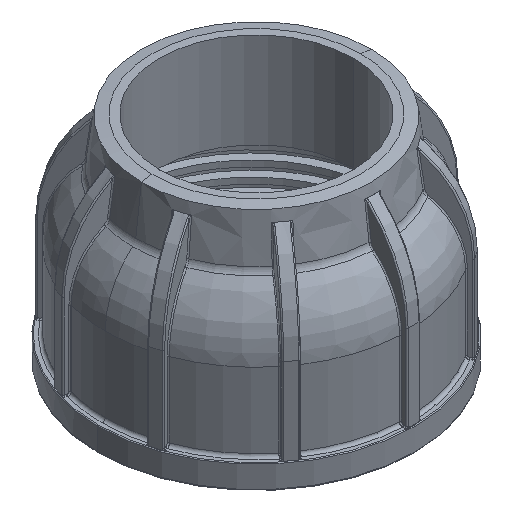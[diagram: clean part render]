
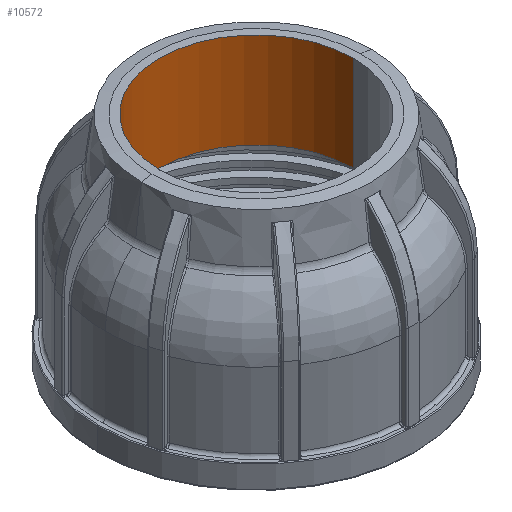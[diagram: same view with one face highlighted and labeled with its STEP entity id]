
A CAD part, isometric view. The second image highlights one B-rep face of the part: STEP entity #10572.
In plain terms, the highlighted cylindrical face has radius 32 mm (diameter 64 mm), a partial arc.
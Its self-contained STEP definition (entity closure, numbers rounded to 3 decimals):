
#1791 = EDGE_CURVE ( 'NONE', #20743, #21526, #30127, .T. ) ;
#1794 = EDGE_CURVE ( 'NONE', #21304, #21525, #30133, .T. ) ;
#9156 = CARTESIAN_POINT ( 'NONE',  ( 32., 0., -31.5 ) ) ;
#9341 = CARTESIAN_POINT ( 'NONE',  ( 32., 0., 0. ) ) ;
#9342 = CARTESIAN_POINT ( 'NONE',  ( -32., 0., 0. ) ) ;
#10572 = ADVANCED_FACE ( 'NONE', ( #30843 ), #30861, .F. ) ;
#12463 = CARTESIAN_POINT ( 'NONE',  ( -32., 0., -31.5 ) ) ;
#13965 = EDGE_LOOP ( 'NONE', ( #25196, #25192, #25130, #25251 ) ) ;
#14452 = EDGE_CURVE ( 'NONE', #21304, #20743, #30934, .T. ) ;
#14456 = EDGE_CURVE ( 'NONE', #21525, #21526, #22557, .T. ) ;
#19089 = DIRECTION ( 'NONE',  ( 0., 0., 1. ) ) ;
#19091 = CARTESIAN_POINT ( 'NONE',  ( 32., 0., 0. ) ) ;
#19110 = CARTESIAN_POINT ( 'NONE',  ( -32., 0., 0. ) ) ;
#19113 = DIRECTION ( 'NONE',  ( 0., 0., 1. ) ) ;
#20743 = VERTEX_POINT ( 'NONE', #12463 ) ;
#21304 = VERTEX_POINT ( 'NONE', #9156 ) ;
#21525 = VERTEX_POINT ( 'NONE', #9341 ) ;
#21526 = VERTEX_POINT ( 'NONE', #9342 ) ;
#22557 = CIRCLE ( 'NONE', #28347, 32. ) ;
#25130 = ORIENTED_EDGE ( 'NONE', *, *, #1794, .T. ) ;
#25192 = ORIENTED_EDGE ( 'NONE', *, *, #14452, .F. ) ;
#25196 = ORIENTED_EDGE ( 'NONE', *, *, #1791, .F. ) ;
#25251 = ORIENTED_EDGE ( 'NONE', *, *, #14456, .T. ) ;
#28297 = AXIS2_PLACEMENT_3D ( 'NONE', #32217, #32215, #32212 ) ;
#28344 = AXIS2_PLACEMENT_3D ( 'NONE', #32394, #32395, #32396 ) ;
#28347 = AXIS2_PLACEMENT_3D ( 'NONE', #32407, #32408, #32409 ) ;
#30127 = LINE ( 'NONE', #19110, #30131 ) ;
#30131 = VECTOR ( 'NONE', #19113, 1000. ) ;
#30133 = LINE ( 'NONE', #19091, #30134 ) ;
#30134 = VECTOR ( 'NONE', #19089, 1000. ) ;
#30843 = FACE_OUTER_BOUND ( 'NONE', #13965, .T. ) ;
#30861 = CYLINDRICAL_SURFACE ( 'NONE', #28297, 32. ) ;
#30934 = CIRCLE ( 'NONE', #28344, 32. ) ;
#32212 = DIRECTION ( 'NONE',  ( 1., 0., 0. ) ) ;
#32215 = DIRECTION ( 'NONE',  ( 0., 0., 1. ) ) ;
#32217 = CARTESIAN_POINT ( 'NONE',  ( 0., 0., 0. ) ) ;
#32394 = CARTESIAN_POINT ( 'NONE',  ( 0., 0., -31.5 ) ) ;
#32395 = DIRECTION ( 'NONE',  ( 0., 0., 1. ) ) ;
#32396 = DIRECTION ( 'NONE',  ( 1., 0., 0. ) ) ;
#32407 = CARTESIAN_POINT ( 'NONE',  ( 0., 0., 0. ) ) ;
#32408 = DIRECTION ( 'NONE',  ( 0., 0., 1. ) ) ;
#32409 = DIRECTION ( 'NONE',  ( 1., 0., 0. ) ) ;
